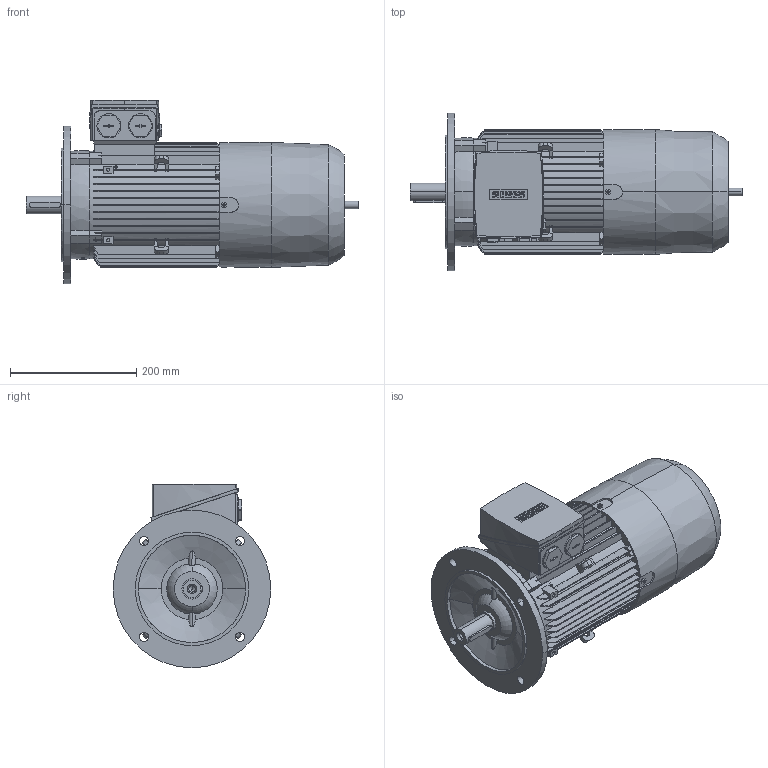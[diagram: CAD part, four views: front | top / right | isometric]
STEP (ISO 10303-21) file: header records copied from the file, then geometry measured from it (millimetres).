
FILE_DESCRIPTION(('STEP AP214'),'1');
FILE_NAME('cctmp_ECE67924-64FD-408C-A897-3D32A3A13564_2023_06_27_10_50_20_0102..stp','2023-06-27T08:50:20',('SIEMENS A&D'),('CADClick - www.CADClick.com'),'Spatial InterOp 3D',' ','unknown authorization');
FILE_SCHEMA(('AUTOMOTIVE_DESIGN'));
Length unit declared in the file: millimetre
Products named in the file (1): 1
Bounding box: 526.5 x 250 x 291 mm (x, y, z)
Volume: 12949775.9 mm3; surface area: 641422.5 mm2
Topology: 7 solids, 7 shells, 1025 faces, 2869 edges, 1895 vertices
Faces by surface type: plane 658, cylinder 231, torus 106, cone 30
Entity records: 45688 total; most frequent: CARTESIAN_POINT 11063, ORIENTED_EDGE 5734, DIRECTION 5263, EDGE_CURVE 2867, VERTEX_POINT 1895, LINE 1795, VECTOR 1795, AXIS2_PLACEMENT_3D 1734
